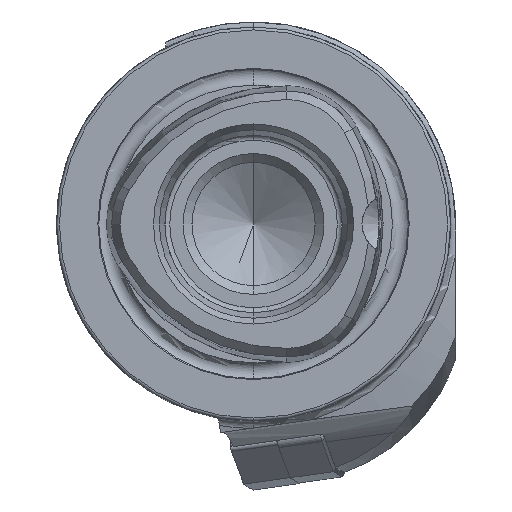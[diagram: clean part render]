
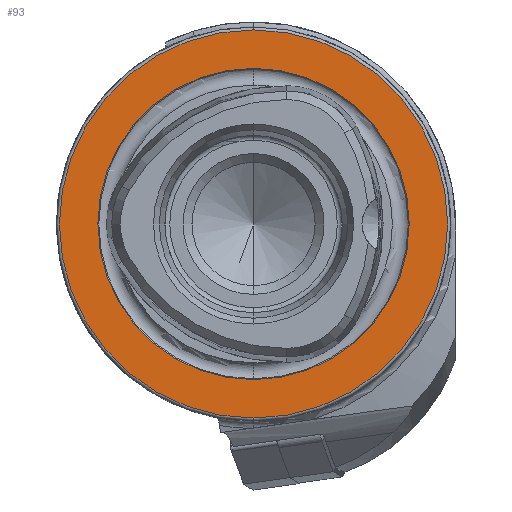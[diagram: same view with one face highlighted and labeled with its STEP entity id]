
A CAD part, left-side view. The second image highlights one B-rep face of the part: STEP entity #93.
In plain terms, the highlighted planar face has unit normal (-1, 0, 0).
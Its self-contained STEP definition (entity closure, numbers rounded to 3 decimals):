
#93 = ADVANCED_FACE ( 'NONE', ( #10725, #10723 ), #10434, .F. ) ;
#861 = VERTEX_POINT ( 'NONE', #5055 ) ;
#863 = VERTEX_POINT ( 'NONE', #5057 ) ;
#1360 = AXIS2_PLACEMENT_3D ( 'NONE', #6265, #6266, #6267 ) ;
#1361 = AXIS2_PLACEMENT_3D ( 'NONE', #6269, #6270, #6271 ) ;
#1442 = AXIS2_PLACEMENT_3D ( 'NONE', #7347, #7348, #7349 ) ;
#1445 = AXIS2_PLACEMENT_3D ( 'NONE', #7358, #7359, #7360 ) ;
#2046 = ORIENTED_EDGE ( 'NONE', *, *, #9818, .F. ) ;
#2047 = ORIENTED_EDGE ( 'NONE', *, *, #10044, .F. ) ;
#3479 = CIRCLE ( 'NONE', #1361, 15.8 ) ;
#3480 = CIRCLE ( 'NONE', #1360, 19.7 ) ;
#4251 = AXIS2_PLACEMENT_3D ( 'NONE', #10431, #10436, #10437 ) ;
#5055 = CARTESIAN_POINT ( 'NONE',  ( 0., 0., -15.8 ) ) ;
#5057 = CARTESIAN_POINT ( 'NONE',  ( 0., 0., 15.8 ) ) ;
#6265 = CARTESIAN_POINT ( 'NONE',  ( 0., 0., 0. ) ) ;
#6266 = DIRECTION ( 'NONE',  ( -1., 0., 0. ) ) ;
#6267 = DIRECTION ( 'NONE',  ( 0., 0., 1. ) ) ;
#6269 = CARTESIAN_POINT ( 'NONE',  ( 0., 0., 0. ) ) ;
#6270 = DIRECTION ( 'NONE',  ( -1., 0., 0. ) ) ;
#6271 = DIRECTION ( 'NONE',  ( 0., 0., 1. ) ) ;
#6863 = CIRCLE ( 'NONE', #1442, 15.8 ) ;
#6875 = CIRCLE ( 'NONE', #1445, 19.7 ) ;
#7347 = CARTESIAN_POINT ( 'NONE',  ( 0., 0., 0. ) ) ;
#7348 = DIRECTION ( 'NONE',  ( -1., 0., 0. ) ) ;
#7349 = DIRECTION ( 'NONE',  ( 0., 0., 1. ) ) ;
#7358 = CARTESIAN_POINT ( 'NONE',  ( 0., 0., 0. ) ) ;
#7359 = DIRECTION ( 'NONE',  ( -1., 0., 0. ) ) ;
#7360 = DIRECTION ( 'NONE',  ( 0., 0., 1. ) ) ;
#7881 = CARTESIAN_POINT ( 'NONE',  ( 0., 0., 19.7 ) ) ;
#7886 = CARTESIAN_POINT ( 'NONE',  ( 0., 0., -19.7 ) ) ;
#9817 = EDGE_CURVE ( 'NONE', #11273, #11272, #3480, .T. ) ;
#9818 = EDGE_CURVE ( 'NONE', #863, #861, #3479, .T. ) ;
#10044 = EDGE_CURVE ( 'NONE', #861, #863, #6863, .T. ) ;
#10048 = EDGE_CURVE ( 'NONE', #11272, #11273, #6875, .T. ) ;
#10431 = CARTESIAN_POINT ( 'NONE',  ( 0., 15.8, 0. ) ) ;
#10434 = PLANE ( 'NONE',  #4251 ) ;
#10436 = DIRECTION ( 'NONE',  ( 1., 0., 0. ) ) ;
#10437 = DIRECTION ( 'NONE',  ( 0., 0., -1. ) ) ;
#10531 = EDGE_LOOP ( 'NONE', ( #12425, #12426 ) ) ;
#10532 = EDGE_LOOP ( 'NONE', ( #2046, #2047 ) ) ;
#10723 = FACE_OUTER_BOUND ( 'NONE', #10531, .T. ) ;
#10725 = FACE_BOUND ( 'NONE', #10532, .T. ) ;
#11272 = VERTEX_POINT ( 'NONE', #7881 ) ;
#11273 = VERTEX_POINT ( 'NONE', #7886 ) ;
#12425 = ORIENTED_EDGE ( 'NONE', *, *, #10048, .T. ) ;
#12426 = ORIENTED_EDGE ( 'NONE', *, *, #9817, .T. ) ;
